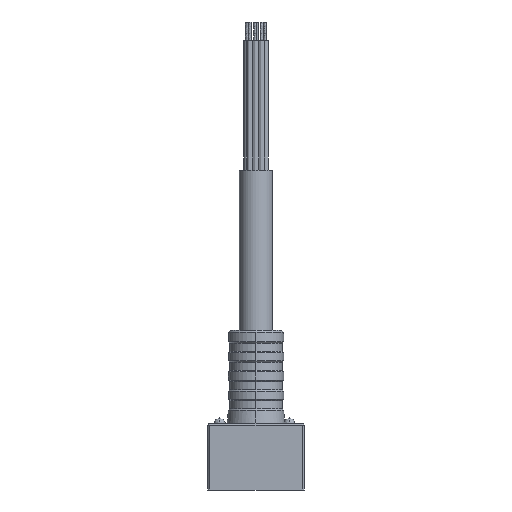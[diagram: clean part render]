
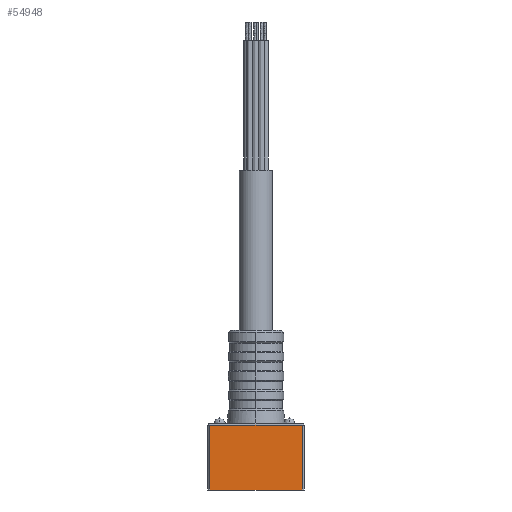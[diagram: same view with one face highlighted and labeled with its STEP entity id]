
A CAD part, left-side view. The second image highlights one B-rep face of the part: STEP entity #54948.
In plain terms, the highlighted free-form (B-spline) face has degree [1, 1] with [2, 2] control points.
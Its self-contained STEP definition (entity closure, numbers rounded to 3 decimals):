
#4909=CARTESIAN_POINT('',(-65.5,-12.5,-9.));
#4910=VERTEX_POINT('',#4909);
#4917=CARTESIAN_POINT('',(-65.5,12.5,-9.));
#4918=VERTEX_POINT('',#4917);
#4919=CARTESIAN_POINT('',(-65.5,-12.5,-9.));
#4920=CARTESIAN_POINT('',(-65.5,12.5,-9.));
#4921=B_SPLINE_CURVE_WITH_KNOTS('',1,(#4919,#4920),.POLYLINE_FORM.,.F.,.U.,(2,2),(0.,1.),.UNSPECIFIED.);
#4922=EDGE_CURVE('',#4910,#4918,#4921,.T.);
#54886=CARTESIAN_POINT('',(-65.5,12.5,8.5));
#54887=VERTEX_POINT('',#54886);
#54888=CARTESIAN_POINT('',(-65.5,12.5,-9.));
#54889=CARTESIAN_POINT('',(-65.5,12.5,8.5));
#54890=B_SPLINE_CURVE_WITH_KNOTS('',1,(#54888,#54889),.POLYLINE_FORM.,.F.,.U.,(2,2),(0.,1.),.UNSPECIFIED.);
#54891=EDGE_CURVE('',#4918,#54887,#54890,.T.);
#54916=CARTESIAN_POINT('',(-65.5,-12.5,8.5));
#54917=VERTEX_POINT('',#54916);
#54924=CARTESIAN_POINT('',(-65.5,-12.5,8.5));
#54925=CARTESIAN_POINT('',(-65.5,-12.5,-9.));
#54926=B_SPLINE_CURVE_WITH_KNOTS('',1,(#54924,#54925),.POLYLINE_FORM.,.F.,.U.,(2,2),(0.,1.),.UNSPECIFIED.);
#54927=EDGE_CURVE('',#54917,#4910,#54926,.T.);
#54933=CARTESIAN_POINT('',(-65.5,225.195,-221.195));
#54934=CARTESIAN_POINT('',(-65.5,225.195,203.195));
#54935=CARTESIAN_POINT('',(-65.5,-199.195,-221.195));
#54936=CARTESIAN_POINT('',(-65.5,-199.195,203.195));
#54937=B_SPLINE_SURFACE_WITH_KNOTS('',1,1,((#54933,#54934),(#54935,#54936)),.PLANE_SURF.,.F.,.F.,.U.,(2,2),(2,2),(0.,1.),(0.,1.),.UNSPECIFIED.);
#54938=ORIENTED_EDGE('',*,*,#4922,.F.);
#54939=ORIENTED_EDGE('',*,*,#54927,.F.);
#54940=CARTESIAN_POINT('',(-65.5,-12.5,8.5));
#54941=CARTESIAN_POINT('',(-65.5,12.5,8.5));
#54942=B_SPLINE_CURVE_WITH_KNOTS('',1,(#54940,#54941),.POLYLINE_FORM.,.F.,.U.,(2,2),(0.,1.),.UNSPECIFIED.);
#54943=EDGE_CURVE('',#54917,#54887,#54942,.T.);
#54944=ORIENTED_EDGE('',*,*,#54943,.T.);
#54945=ORIENTED_EDGE('',*,*,#54891,.F.);
#54946=EDGE_LOOP('',(#54938,#54939,#54944,#54945));
#54947=FACE_OUTER_BOUND('',#54946,.T.);
#54948=ADVANCED_FACE('',(#54947),#54937,.T.);
